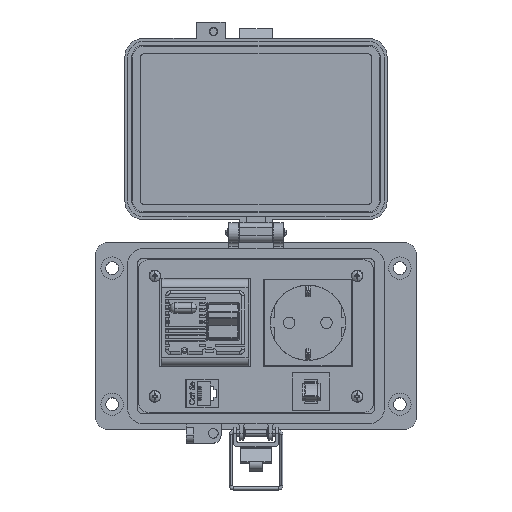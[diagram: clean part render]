
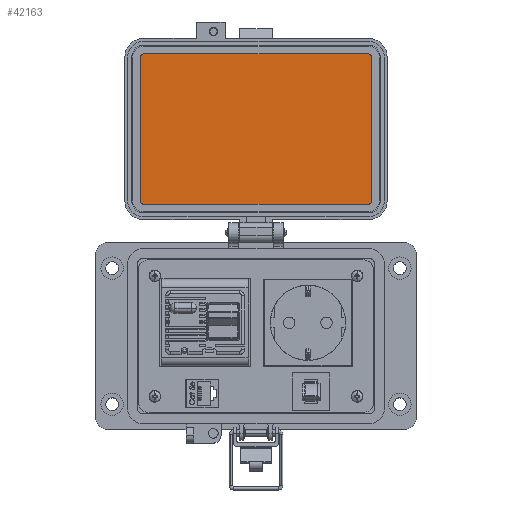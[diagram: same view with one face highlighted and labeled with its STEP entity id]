
A CAD part, top view. The second image highlights one B-rep face of the part: STEP entity #42163.
In plain terms, the highlighted planar face has unit normal (0, 0, 1).
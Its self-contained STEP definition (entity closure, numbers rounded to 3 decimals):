
#1354 = VERTEX_POINT ( 'NONE', #60010 ) ;
#1559 = EDGE_CURVE ( 'NONE', #21651, #63891, #7514, .T. ) ;
#4004 = DIRECTION ( 'NONE',  ( 0., 0., -1. ) ) ;
#5857 = AXIS2_PLACEMENT_3D ( 'NONE', #44371, #13228, #49624 ) ;
#7514 = LINE ( 'NONE', #9658, #21371 ) ;
#7535 = CARTESIAN_POINT ( 'NONE',  ( 57.717, 145.119, 8.694 ) ) ;
#8521 = AXIS2_PLACEMENT_3D ( 'NONE', #25022, #61451, #30262 ) ;
#9091 = EDGE_CURVE ( 'NONE', #63433, #41574, #11008, .T. ) ;
#9658 = CARTESIAN_POINT ( 'NONE',  ( -59.505, 143.334, 8.694 ) ) ;
#9827 = DIRECTION ( 'NONE',  ( 0., -1., 0. ) ) ;
#9902 = CARTESIAN_POINT ( 'NONE',  ( 57.717, 67.765, 8.694 ) ) ;
#10522 = CIRCLE ( 'NONE', #38383, 1.785 ) ;
#11008 = LINE ( 'NONE', #41898, #64805 ) ;
#11292 = VERTEX_POINT ( 'NONE', #9902 ) ;
#13228 = DIRECTION ( 'NONE',  ( 0., 0., -1. ) ) ;
#13354 = DIRECTION ( 'NONE',  ( 1., 0., 0. ) ) ;
#15737 = AXIS2_PLACEMENT_3D ( 'NONE', #35789, #41010, #9827 ) ;
#17747 = CARTESIAN_POINT ( 'NONE',  ( -57.72, 69.55, 8.694 ) ) ;
#21079 = CARTESIAN_POINT ( 'NONE',  ( -57.72, 67.765, 8.694 ) ) ;
#21371 = VECTOR ( 'NONE', #25969, 1000. ) ;
#21651 = VERTEX_POINT ( 'NONE', #25439 ) ;
#22962 = DIRECTION ( 'NONE',  ( 0., -1., 0. ) ) ;
#22963 = EDGE_CURVE ( 'NONE', #41574, #11292, #31395, .T. ) ;
#23617 = ORIENTED_EDGE ( 'NONE', *, *, #55181, .F. ) ;
#25022 = CARTESIAN_POINT ( 'NONE',  ( 57.717, 69.55, 8.694 ) ) ;
#25439 = CARTESIAN_POINT ( 'NONE',  ( -59.505, 69.55, 8.694 ) ) ;
#25969 = DIRECTION ( 'NONE',  ( 0., 1., 0. ) ) ;
#26181 = FACE_OUTER_BOUND ( 'NONE', #31991, .T. ) ;
#28118 = CIRCLE ( 'NONE', #5857, 1.785 ) ;
#29135 = EDGE_CURVE ( 'NONE', #40775, #21651, #65989, .T. ) ;
#30170 = CARTESIAN_POINT ( 'NONE',  ( 59.502, 143.334, 8.694 ) ) ;
#30262 = DIRECTION ( 'NONE',  ( 0., -1., 0. ) ) ;
#30527 = PLANE ( 'NONE',  #15737 ) ;
#31395 = CIRCLE ( 'NONE', #8521, 1.785 ) ;
#31991 = EDGE_LOOP ( 'NONE', ( #23617, #51038, #38537, #62989, #66049, #50616, #37368, #53243 ) ) ;
#33829 = CARTESIAN_POINT ( 'NONE',  ( 57.717, 145.119, 8.694 ) ) ;
#35189 = CARTESIAN_POINT ( 'NONE',  ( 57.717, 143.334, 8.694 ) ) ;
#35789 = CARTESIAN_POINT ( 'NONE',  ( -30.745, 145.119, 8.694 ) ) ;
#37368 = ORIENTED_EDGE ( 'NONE', *, *, #60573, .F. ) ;
#38383 = AXIS2_PLACEMENT_3D ( 'NONE', #35189, #4004, #40428 ) ;
#38537 = ORIENTED_EDGE ( 'NONE', *, *, #29135, .F. ) ;
#38657 = LINE ( 'NONE', #67406, #63071 ) ;
#40428 = DIRECTION ( 'NONE',  ( 0., -1., 0. ) ) ;
#40775 = VERTEX_POINT ( 'NONE', #21079 ) ;
#41007 = CARTESIAN_POINT ( 'NONE',  ( -59.505, 143.334, 8.694 ) ) ;
#41010 = DIRECTION ( 'NONE',  ( 0., 0., 1. ) ) ;
#41574 = VERTEX_POINT ( 'NONE', #61788 ) ;
#41898 = CARTESIAN_POINT ( 'NONE',  ( 59.502, 69.55, 8.694 ) ) ;
#42163 = ADVANCED_FACE ( 'NONE', ( #26181 ), #30527, .T. ) ;
#44371 = CARTESIAN_POINT ( 'NONE',  ( -57.72, 143.334, 8.694 ) ) ;
#46615 = DIRECTION ( 'NONE',  ( -1., 0., 0. ) ) ;
#49624 = DIRECTION ( 'NONE',  ( 0., -1., 0. ) ) ;
#50616 = ORIENTED_EDGE ( 'NONE', *, *, #9091, .F. ) ;
#51038 = ORIENTED_EDGE ( 'NONE', *, *, #1559, .F. ) ;
#52355 = AXIS2_PLACEMENT_3D ( 'NONE', #17747, #54108, #22962 ) ;
#53243 = ORIENTED_EDGE ( 'NONE', *, *, #54394, .F. ) ;
#53279 = VERTEX_POINT ( 'NONE', #7535 ) ;
#54108 = DIRECTION ( 'NONE',  ( 0., 0., -1. ) ) ;
#54394 = EDGE_CURVE ( 'NONE', #1354, #53279, #64767, .T. ) ;
#55181 = EDGE_CURVE ( 'NONE', #63891, #1354, #28118, .T. ) ;
#57603 = DIRECTION ( 'NONE',  ( 0., -1., 0. ) ) ;
#60010 = CARTESIAN_POINT ( 'NONE',  ( -57.72, 145.119, 8.694 ) ) ;
#60573 = EDGE_CURVE ( 'NONE', #53279, #63433, #10522, .T. ) ;
#61451 = DIRECTION ( 'NONE',  ( 0., 0., -1. ) ) ;
#61788 = CARTESIAN_POINT ( 'NONE',  ( 59.502, 69.55, 8.694 ) ) ;
#62989 = ORIENTED_EDGE ( 'NONE', *, *, #65119, .F. ) ;
#63071 = VECTOR ( 'NONE', #46615, 1000. ) ;
#63099 = VECTOR ( 'NONE', #13354, 1000. ) ;
#63433 = VERTEX_POINT ( 'NONE', #30170 ) ;
#63891 = VERTEX_POINT ( 'NONE', #41007 ) ;
#64767 = LINE ( 'NONE', #33829, #63099 ) ;
#64805 = VECTOR ( 'NONE', #57603, 1000. ) ;
#65119 = EDGE_CURVE ( 'NONE', #11292, #40775, #38657, .T. ) ;
#65989 = CIRCLE ( 'NONE', #52355, 1.785 ) ;
#66049 = ORIENTED_EDGE ( 'NONE', *, *, #22963, .F. ) ;
#67406 = CARTESIAN_POINT ( 'NONE',  ( -57.72, 67.765, 8.694 ) ) ;
